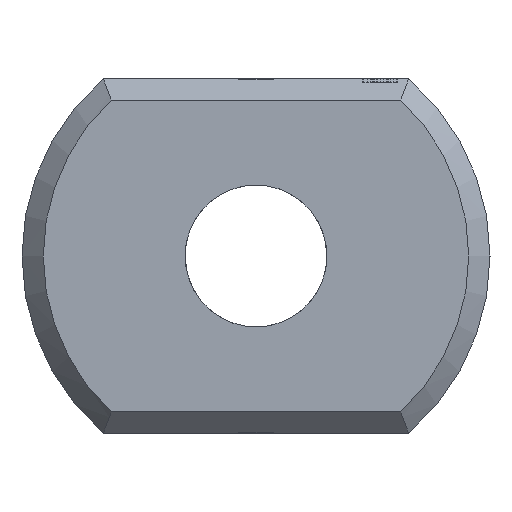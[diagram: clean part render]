
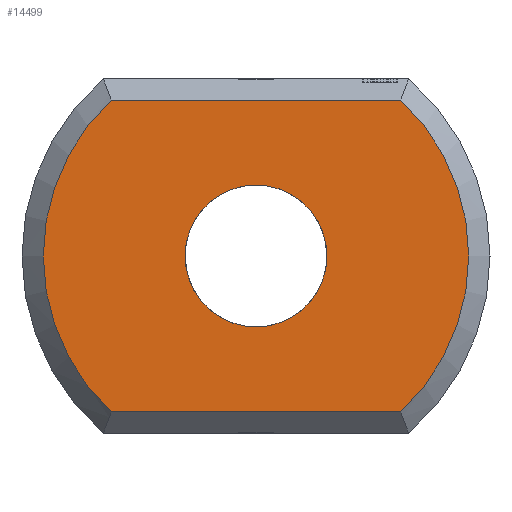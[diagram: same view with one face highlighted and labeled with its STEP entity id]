
A CAD part, left-side view. The second image highlights one B-rep face of the part: STEP entity #14499.
In plain terms, the highlighted planar face has unit normal (-1, 0, 0).
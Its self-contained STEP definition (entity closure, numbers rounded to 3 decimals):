
#3601 = VERTEX_POINT('',#3602);
#3602 = CARTESIAN_POINT('',(0.,-2.04,2.2));
#3611 = VERTEX_POINT('',#3612);
#3612 = CARTESIAN_POINT('',(0.,-2.04,-2.2));
#3619 = EDGE_CURVE('',#3601,#3611,#3620,.T.);
#3620 = CIRCLE('',#3621,3.);
#3621 = AXIS2_PLACEMENT_3D('',#3622,#3623,#3624);
#3622 = CARTESIAN_POINT('',(0.,0.,0.));
#3623 = DIRECTION('',(1.,0.,0.));
#3624 = DIRECTION('',(0.,-0.653,0.758)
  );
#4160 = VERTEX_POINT('',#4161);
#4161 = CARTESIAN_POINT('',(0.,2.04,2.2));
#4168 = EDGE_CURVE('',#3601,#4160,#4169,.T.);
#4169 = LINE('',#4170,#4171);
#4170 = CARTESIAN_POINT('',(0.,-2.154,2.2));
#4171 = VECTOR('',#4172,1.);
#4172 = DIRECTION('',(0.,1.,0.));
#14499 = ADVANCED_FACE('',(#14500,#14519),#14530,.F.);
#14500 = FACE_BOUND('',#14501,.F.);
#14501 = EDGE_LOOP('',(#14502,#14511,#14512,#14513));
#14502 = ORIENTED_EDGE('',*,*,#14503,.T.);
#14503 = EDGE_CURVE('',#14504,#4160,#14506,.T.);
#14504 = VERTEX_POINT('',#14505);
#14505 = CARTESIAN_POINT('',(0.,2.04,-2.2));
#14506 = CIRCLE('',#14507,3.);
#14507 = AXIS2_PLACEMENT_3D('',#14508,#14509,#14510);
#14508 = CARTESIAN_POINT('',(0.,0.,0.));
#14509 = DIRECTION('',(1.,0.,0.));
#14510 = DIRECTION('',(0.,0.653,-0.758)
  );
#14511 = ORIENTED_EDGE('',*,*,#4168,.F.);
#14512 = ORIENTED_EDGE('',*,*,#3619,.T.);
#14513 = ORIENTED_EDGE('',*,*,#14514,.T.);
#14514 = EDGE_CURVE('',#3611,#14504,#14515,.T.);
#14515 = LINE('',#14516,#14517);
#14516 = CARTESIAN_POINT('',(0.,-2.154,-2.2));
#14517 = VECTOR('',#14518,1.);
#14518 = DIRECTION('',(0.,1.,0.));
#14519 = FACE_BOUND('',#14520,.T.);
#14520 = EDGE_LOOP('',(#14521));
#14521 = ORIENTED_EDGE('',*,*,#14522,.T.);
#14522 = EDGE_CURVE('',#14523,#14523,#14525,.T.);
#14523 = VERTEX_POINT('',#14524);
#14524 = CARTESIAN_POINT('',(0.,1.,0.)
  );
#14525 = CIRCLE('',#14526,1.);
#14526 = AXIS2_PLACEMENT_3D('',#14527,#14528,#14529);
#14527 = CARTESIAN_POINT('',(0.,0.,0.));
#14528 = DIRECTION('',(1.,0.,0.));
#14529 = DIRECTION('',(0.,1.,0.));
#14530 = PLANE('',#14531);
#14531 = AXIS2_PLACEMENT_3D('',#14532,#14533,#14534);
#14532 = CARTESIAN_POINT('',(0.,0.,0.));
#14533 = DIRECTION('',(1.,0.,0.));
#14534 = DIRECTION('',(0.,0.,1.));
